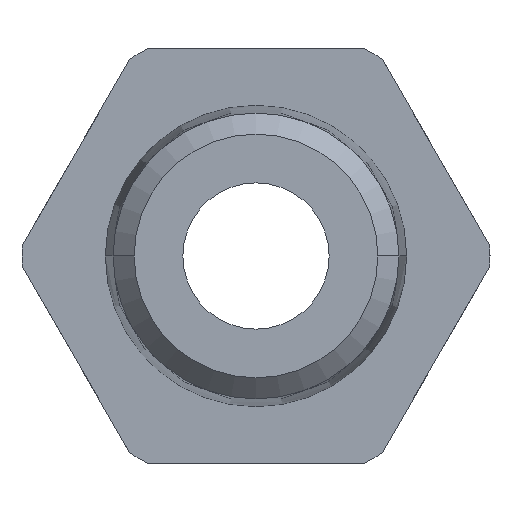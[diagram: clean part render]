
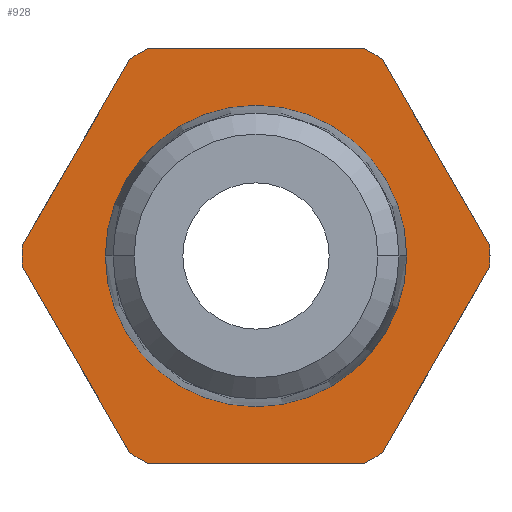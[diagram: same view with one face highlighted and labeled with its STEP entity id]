
A CAD part, front view. The second image highlights one B-rep face of the part: STEP entity #928.
In plain terms, the highlighted planar face has unit normal (0, -1, 0).
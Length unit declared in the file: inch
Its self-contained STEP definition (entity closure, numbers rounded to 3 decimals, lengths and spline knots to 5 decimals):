
#4 = CARTESIAN_POINT ( 'NONE',  ( 0., 0.35827, 0. ) ) ;
#43 = DIRECTION ( 'NONE',  ( 0., 1., 0. ) ) ;
#64 = VERTEX_POINT ( 'NONE', #1191 ) ;
#69 = EDGE_CURVE ( 'NONE', #326, #654, #1029, .T. ) ;
#70 = VERTEX_POINT ( 'NONE', #282 ) ;
#100 = AXIS2_PLACEMENT_3D ( 'NONE', #204, #501, #1206 ) ;
#111 = ORIENTED_EDGE ( 'NONE', *, *, #852, .F. ) ;
#112 = DIRECTION ( 'NONE',  ( -1., 0., 0. ) ) ;
#114 = VERTEX_POINT ( 'NONE', #1098 ) ;
#152 = CIRCLE ( 'NONE', #368, 0.31496 ) ;
#178 = CARTESIAN_POINT ( 'NONE',  ( 0.14514, 0.35827, -0.27953 ) ) ;
#202 = CARTESIAN_POINT ( 'NONE',  ( -0.31465, 0.35827, -0.01407 ) ) ;
#204 = CARTESIAN_POINT ( 'NONE',  ( 0., 0.35827, 0. ) ) ;
#209 = VERTEX_POINT ( 'NONE', #630 ) ;
#210 = EDGE_CURVE ( 'NONE', #896, #64, #355, .T. ) ;
#213 = CARTESIAN_POINT ( 'NONE',  ( 0., 0.35827, 0. ) ) ;
#233 = CARTESIAN_POINT ( 'NONE',  ( 0., 0.35827, 0. ) ) ;
#252 = VERTEX_POINT ( 'NONE', #521 ) ;
#255 = CARTESIAN_POINT ( 'NONE',  ( 0., 0.35827, 0. ) ) ;
#267 = EDGE_CURVE ( 'NONE', #114, #209, #672, .T. ) ;
#272 = EDGE_CURVE ( 'NONE', #996, #793, #872, .T. ) ;
#282 = CARTESIAN_POINT ( 'NONE',  ( 0.14514, 0.35827, 0.27953 ) ) ;
#304 = ORIENTED_EDGE ( 'NONE', *, *, #965, .F. ) ;
#312 = ORIENTED_EDGE ( 'NONE', *, *, #694, .T. ) ;
#316 = DIRECTION ( 'NONE',  ( 0., -1., 0. ) ) ;
#319 = DIRECTION ( 'NONE',  ( -1., 0., 0. ) ) ;
#324 = VECTOR ( 'NONE', #533, 39.37008 ) ;
#326 = VERTEX_POINT ( 'NONE', #511 ) ;
#331 = DIRECTION ( 'NONE',  ( -1., 0., 0. ) ) ;
#354 = DIRECTION ( 'NONE',  ( -1., 0., 0. ) ) ;
#355 = CIRCLE ( 'NONE', #1017, 0.20276 ) ;
#365 = CIRCLE ( 'NONE', #1133, 0.31496 ) ;
#368 = AXIS2_PLACEMENT_3D ( 'NONE', #255, #975, #354 ) ;
#381 = EDGE_CURVE ( 'NONE', #891, #1164, #401, .T. ) ;
#397 = DIRECTION ( 'NONE',  ( 0., 1., 0. ) ) ;
#401 = LINE ( 'NONE', #202, #629 ) ;
#407 = AXIS2_PLACEMENT_3D ( 'NONE', #923, #524, #1227 ) ;
#428 = LINE ( 'NONE', #567, #703 ) ;
#434 = CARTESIAN_POINT ( 'NONE',  ( -0.25886, 0.35827, 0.27953 ) ) ;
#437 = EDGE_LOOP ( 'NONE', ( #1224, #1152, #952, #304, #866, #655, #1228, #972, #1308, #1092, #312, #111, #711 ) ) ;
#448 = EDGE_CURVE ( 'NONE', #64, #896, #1336, .T. ) ;
#479 = AXIS2_PLACEMENT_3D ( 'NONE', #213, #932, #319 ) ;
#488 = VERTEX_POINT ( 'NONE', #546 ) ;
#501 = DIRECTION ( 'NONE',  ( 0., 1., 0. ) ) ;
#511 = CARTESIAN_POINT ( 'NONE',  ( 0.16951, 0.35827, -0.26546 ) ) ;
#516 = VERTEX_POINT ( 'NONE', #663 ) ;
#521 = CARTESIAN_POINT ( 'NONE',  ( 0.16951, 0.35827, 0.26546 ) ) ;
#524 = DIRECTION ( 'NONE',  ( 0., -1., 0. ) ) ;
#533 = DIRECTION ( 'NONE',  ( 1., 0., 0. ) ) ;
#546 = CARTESIAN_POINT ( 'NONE',  ( 0.31465, 0.35827, 0.01407 ) ) ;
#567 = CARTESIAN_POINT ( 'NONE',  ( 0.31465, 0.35827, 0.01407 ) ) ;
#574 = VECTOR ( 'NONE', #786, 39.37008 ) ;
#617 = DIRECTION ( 'NONE',  ( 0., 1., 0. ) ) ;
#618 = EDGE_CURVE ( 'NONE', #488, #654, #365, .T. ) ;
#626 = LINE ( 'NONE', #434, #864 ) ;
#629 = VECTOR ( 'NONE', #834, 39.37008 ) ;
#630 = CARTESIAN_POINT ( 'NONE',  ( -0.14514, 0.35827, 0.27953 ) ) ;
#636 = CARTESIAN_POINT ( 'NONE',  ( -0.25886, 0.35827, -0.27953 ) ) ;
#644 = LINE ( 'NONE', #988, #574 ) ;
#654 = VERTEX_POINT ( 'NONE', #1175 ) ;
#655 = ORIENTED_EDGE ( 'NONE', *, *, #618, .F. ) ;
#661 = FACE_OUTER_BOUND ( 'NONE', #437, .T. ) ;
#663 = CARTESIAN_POINT ( 'NONE',  ( -0.31496, 0.35827, 0. ) ) ;
#671 = DIRECTION ( 'NONE',  ( -0.5, 0., 0.866 ) ) ;
#672 = CIRCLE ( 'NONE', #816, 0.31496 ) ;
#680 = CARTESIAN_POINT ( 'NONE',  ( 0., 0.35827, 0. ) ) ;
#692 = FACE_BOUND ( 'NONE', #794, .T. ) ;
#694 = EDGE_CURVE ( 'NONE', #114, #911, #644, .T. ) ;
#702 = DIRECTION ( 'NONE',  ( 0.5, 0., 0.866 ) ) ;
#703 = VECTOR ( 'NONE', #671, 39.37008 ) ;
#711 = ORIENTED_EDGE ( 'NONE', *, *, #827, .F. ) ;
#720 = CIRCLE ( 'NONE', #889, 0.31496 ) ;
#744 = DIRECTION ( 'NONE',  ( 0., 1., 0. ) ) ;
#755 = CIRCLE ( 'NONE', #100, 0.31496 ) ;
#760 = CARTESIAN_POINT ( 'NONE',  ( -0.16951, 0.35827, -0.26546 ) ) ;
#766 = VECTOR ( 'NONE', #702, 39.37008 ) ;
#779 = DIRECTION ( 'NONE',  ( -1., 0., 0. ) ) ;
#786 = DIRECTION ( 'NONE',  ( -0.5, 0., -0.866 ) ) ;
#793 = VERTEX_POINT ( 'NONE', #178 ) ;
#794 = EDGE_LOOP ( 'NONE', ( #1197, #1207 ) ) ;
#812 = CARTESIAN_POINT ( 'NONE',  ( -0.20276, 0.35827, 0. ) ) ;
#816 = AXIS2_PLACEMENT_3D ( 'NONE', #4, #744, #112 ) ;
#823 = CARTESIAN_POINT ( 'NONE',  ( -0.31465, 0.35827, 0.01407 ) ) ;
#827 = EDGE_CURVE ( 'NONE', #891, #516, #755, .T. ) ;
#834 = DIRECTION ( 'NONE',  ( 0.5, 0., -0.866 ) ) ;
#842 = AXIS2_PLACEMENT_3D ( 'NONE', #233, #950, #331 ) ;
#852 = EDGE_CURVE ( 'NONE', #516, #911, #1249, .T. ) ;
#864 = VECTOR ( 'NONE', #1141, 39.37008 ) ;
#866 = ORIENTED_EDGE ( 'NONE', *, *, #69, .T. ) ;
#872 = LINE ( 'NONE', #636, #324 ) ;
#889 = AXIS2_PLACEMENT_3D ( 'NONE', #1216, #617, #1323 ) ;
#891 = VERTEX_POINT ( 'NONE', #918 ) ;
#892 = EDGE_CURVE ( 'NONE', #996, #1164, #720, .T. ) ;
#896 = VERTEX_POINT ( 'NONE', #812 ) ;
#911 = VERTEX_POINT ( 'NONE', #823 ) ;
#918 = CARTESIAN_POINT ( 'NONE',  ( -0.31465, 0.35827, -0.01407 ) ) ;
#923 = CARTESIAN_POINT ( 'NONE',  ( -0.25886, 0.35827, 0. ) ) ;
#928 = ADVANCED_FACE ( 'NONE', ( #692, #661 ), #1129, .T. ) ;
#929 = CARTESIAN_POINT ( 'NONE',  ( 0., 0.35827, 0. ) ) ;
#932 = DIRECTION ( 'NONE',  ( 0., 1., 0. ) ) ;
#950 = DIRECTION ( 'NONE',  ( 0., -1., 0. ) ) ;
#952 = ORIENTED_EDGE ( 'NONE', *, *, #272, .T. ) ;
#965 = EDGE_CURVE ( 'NONE', #326, #793, #1186, .T. ) ;
#972 = ORIENTED_EDGE ( 'NONE', *, *, #1257, .F. ) ;
#975 = DIRECTION ( 'NONE',  ( 0., 1., 0. ) ) ;
#988 = CARTESIAN_POINT ( 'NONE',  ( -0.16951, 0.35827, 0.26546 ) ) ;
#996 = VERTEX_POINT ( 'NONE', #1132 ) ;
#999 = CARTESIAN_POINT ( 'NONE',  ( 0.16951, 0.35827, -0.26546 ) ) ;
#1013 = CARTESIAN_POINT ( 'NONE',  ( 0., 0.35827, 0. ) ) ;
#1017 = AXIS2_PLACEMENT_3D ( 'NONE', #929, #316, #1031 ) ;
#1026 = EDGE_CURVE ( 'NONE', #70, #209, #626, .T. ) ;
#1029 = LINE ( 'NONE', #999, #766 ) ;
#1031 = DIRECTION ( 'NONE',  ( -1., 0., 0. ) ) ;
#1085 = AXIS2_PLACEMENT_3D ( 'NONE', #1013, #397, #1105 ) ;
#1092 = ORIENTED_EDGE ( 'NONE', *, *, #267, .F. ) ;
#1098 = CARTESIAN_POINT ( 'NONE',  ( -0.16951, 0.35827, 0.26546 ) ) ;
#1105 = DIRECTION ( 'NONE',  ( -1., 0., 0. ) ) ;
#1129 = PLANE ( 'NONE',  #407 ) ;
#1132 = CARTESIAN_POINT ( 'NONE',  ( -0.14514, 0.35827, -0.27953 ) ) ;
#1133 = AXIS2_PLACEMENT_3D ( 'NONE', #680, #43, #779 ) ;
#1141 = DIRECTION ( 'NONE',  ( -1., 0., 0. ) ) ;
#1152 = ORIENTED_EDGE ( 'NONE', *, *, #892, .F. ) ;
#1164 = VERTEX_POINT ( 'NONE', #760 ) ;
#1175 = CARTESIAN_POINT ( 'NONE',  ( 0.31465, 0.35827, -0.01407 ) ) ;
#1186 = CIRCLE ( 'NONE', #479, 0.31496 ) ;
#1191 = CARTESIAN_POINT ( 'NONE',  ( 0.20276, 0.35827, 0. ) ) ;
#1197 = ORIENTED_EDGE ( 'NONE', *, *, #210, .F. ) ;
#1206 = DIRECTION ( 'NONE',  ( -1., 0., 0. ) ) ;
#1207 = ORIENTED_EDGE ( 'NONE', *, *, #448, .F. ) ;
#1216 = CARTESIAN_POINT ( 'NONE',  ( 0., 0.35827, 0. ) ) ;
#1224 = ORIENTED_EDGE ( 'NONE', *, *, #381, .T. ) ;
#1227 = DIRECTION ( 'NONE',  ( 0., 0., -1. ) ) ;
#1228 = ORIENTED_EDGE ( 'NONE', *, *, #1251, .T. ) ;
#1249 = CIRCLE ( 'NONE', #1085, 0.31496 ) ;
#1251 = EDGE_CURVE ( 'NONE', #488, #252, #428, .T. ) ;
#1257 = EDGE_CURVE ( 'NONE', #70, #252, #152, .T. ) ;
#1308 = ORIENTED_EDGE ( 'NONE', *, *, #1026, .T. ) ;
#1323 = DIRECTION ( 'NONE',  ( -1., 0., 0. ) ) ;
#1336 = CIRCLE ( 'NONE', #842, 0.20276 ) ;
